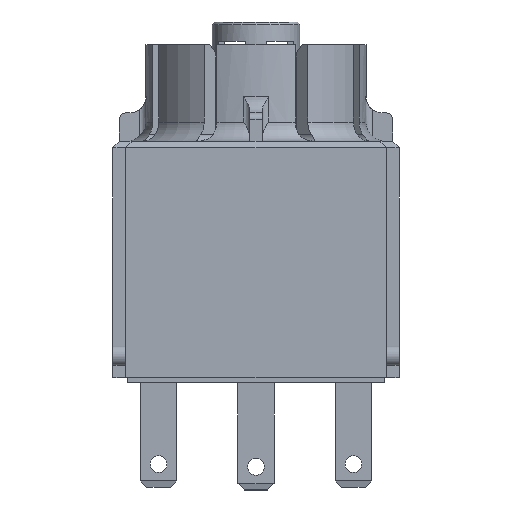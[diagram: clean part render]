
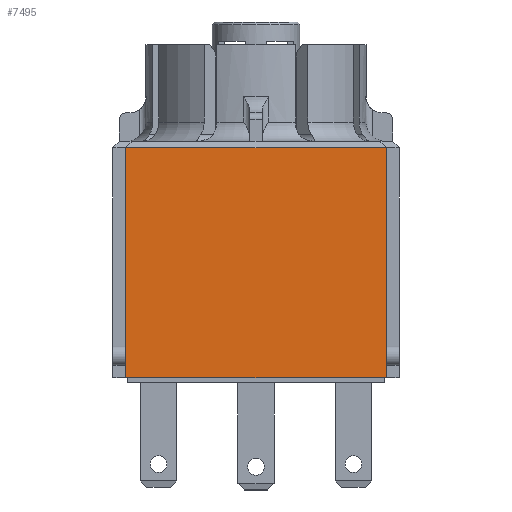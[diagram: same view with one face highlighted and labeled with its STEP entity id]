
A CAD part, front view. The second image highlights one B-rep face of the part: STEP entity #7495.
In plain terms, the highlighted planar face has unit normal (0, -1, 0).
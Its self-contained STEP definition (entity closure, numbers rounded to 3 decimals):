
#853=FACE_OUTER_BOUND('',#1270,.T.);
#1270=EDGE_LOOP('',(#6688,#6689,#6690,#6691,#6692,#6693));
#1408=LINE('',#10352,#2188);
#1980=LINE('',#12754,#2760);
#2012=LINE('',#12825,#2792);
#2013=LINE('',#12829,#2793);
#2017=LINE('',#12867,#2797);
#2018=LINE('',#12868,#2798);
#2188=VECTOR('',#8324,10.);
#2760=VECTOR('',#9754,10.);
#2792=VECTOR('',#9826,10.);
#2793=VECTOR('',#9831,10.);
#2797=VECTOR('',#9891,10.);
#2798=VECTOR('',#9892,10.);
#2985=VERTEX_POINT('',#10349);
#2986=VERTEX_POINT('',#10351);
#3517=VERTEX_POINT('',#12746);
#3519=VERTEX_POINT('',#12752);
#3538=VERTEX_POINT('',#12824);
#3543=VERTEX_POINT('',#12853);
#3704=EDGE_CURVE('',#2986,#2985,#1408,.T.);
#4531=EDGE_CURVE('',#3519,#3517,#1980,.T.);
#4567=EDGE_CURVE('',#3538,#3517,#2012,.T.);
#4570=EDGE_CURVE('',#2985,#3538,#2013,.T.);
#4589=EDGE_CURVE('',#2986,#3543,#2017,.T.);
#4590=EDGE_CURVE('',#3543,#3519,#2018,.T.);
#6688=ORIENTED_EDGE('',*,*,#4531,.F.);
#6689=ORIENTED_EDGE('',*,*,#4590,.F.);
#6690=ORIENTED_EDGE('',*,*,#4589,.F.);
#6691=ORIENTED_EDGE('',*,*,#3704,.T.);
#6692=ORIENTED_EDGE('',*,*,#4570,.T.);
#6693=ORIENTED_EDGE('',*,*,#4567,.T.);
#7108=PLANE('',#8101);
#7495=ADVANCED_FACE('',(#853),#7108,.T.);
#8101=AXIS2_PLACEMENT_3D('',#12975,#10022,#10023);
#8324=DIRECTION('',(1.,0.,0.));
#9754=DIRECTION('',(1.,0.,0.));
#9826=DIRECTION('',(0.,0.,1.));
#9831=DIRECTION('',(0.,0.,1.));
#9891=DIRECTION('',(0.,0.,1.));
#9892=DIRECTION('',(0.,0.,1.));
#10022=DIRECTION('center_axis',(0.,-1.,0.));
#10023=DIRECTION('ref_axis',(0.,0.,
-1.));
#10349=CARTESIAN_POINT('',(10.1,-11.1,0.4));
#10351=CARTESIAN_POINT('',(-10.1,-11.1,0.4));
#10352=CARTESIAN_POINT('',(-10.1,-11.1,0.4));
#12746=CARTESIAN_POINT('',(10.1,-11.1,18.2));
#12752=CARTESIAN_POINT('',(-10.1,-11.1,18.2));
#12754=CARTESIAN_POINT('',(0.,-11.1,18.2));
#12824=CARTESIAN_POINT('',(10.1,-11.1,2.09));
#12825=CARTESIAN_POINT('',(10.1,-11.1,0.4));
#12829=CARTESIAN_POINT('',(10.1,-11.1,0.4));
#12853=CARTESIAN_POINT('',(-10.1,-11.1,2.09));
#12867=CARTESIAN_POINT('',(-10.1,-11.1,0.4));
#12868=CARTESIAN_POINT('',(-10.1,-11.1,0.4));
#12975=CARTESIAN_POINT('Origin',(0.,-11.1,0.4));
